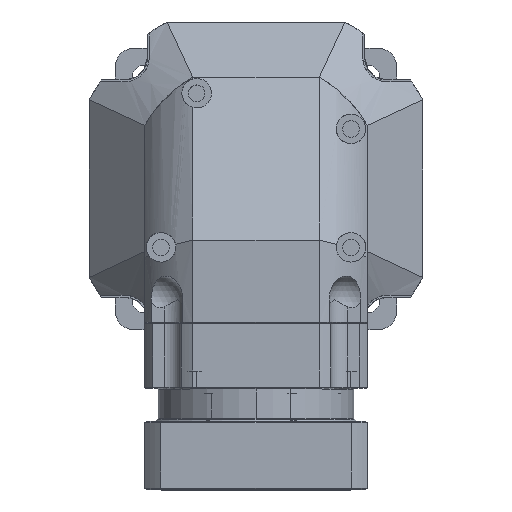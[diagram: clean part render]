
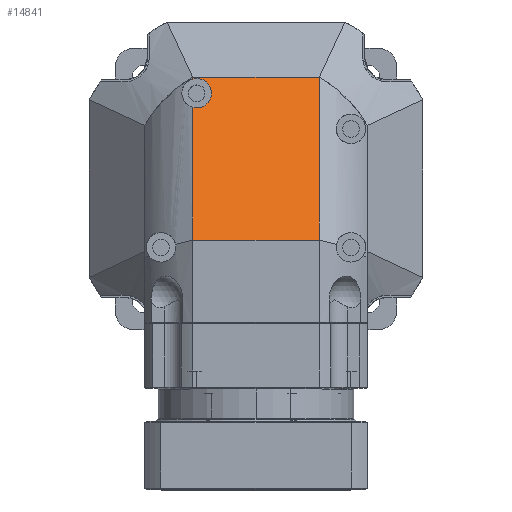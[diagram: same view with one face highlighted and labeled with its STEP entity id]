
A CAD part, top view. The second image highlights one B-rep face of the part: STEP entity #14841.
In plain terms, the highlighted face is planar.
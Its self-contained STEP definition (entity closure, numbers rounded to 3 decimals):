
#10700=CARTESIAN_POINT('',(7.,-30.,17.037));
#11102=DIRECTION('',(0.,0.,-1.));
#11103=VECTOR('',#11102,34.073);
#11104=CARTESIAN_POINT('',(7.,-30.,17.037));
#11105=LINE('',#11104,#11103);
#11106=CARTESIAN_POINT('',(-0.004,-21.653,
16.03));
#11107=CARTESIAN_POINT('',(-0.004,-21.653,
15.559));
#11108=CARTESIAN_POINT('',(0.14,-21.824,
14.54));
#11109=CARTESIAN_POINT('',(0.909,-22.741,
13.117));
#11110=CARTESIAN_POINT('',(1.902,-23.924,
12.354));
#11111=CARTESIAN_POINT('',(2.747,-24.931,
12.072));
#11112=CARTESIAN_POINT('',(3.353,-25.653,
12.009));
#11113=CARTESIAN_POINT('',(3.959,-26.376,
12.072));
#11114=CARTESIAN_POINT('',(4.804,-27.382,
12.354));
#11115=CARTESIAN_POINT('',(5.796,-28.566,
13.117));
#11116=CARTESIAN_POINT('',(6.566,-29.483,
14.54));
#11117=CARTESIAN_POINT('',(6.709,-29.653,
15.559));
#11118=CARTESIAN_POINT('',(6.709,-29.653,
16.03));
#11120=CARTESIAN_POINT('',(6.709,-29.653,
16.03));
#11121=CARTESIAN_POINT('',(6.709,-29.653,
16.375));
#11122=CARTESIAN_POINT('',(6.672,-29.61,
16.71));
#11123=CARTESIAN_POINT('',(6.601,-29.525,
17.037));
#11125=DIRECTION('',(0.643,-0.766,0.));
#11126=VECTOR('',#11125,0.62);
#11127=CARTESIAN_POINT('',(6.601,-29.525,
17.037));
#11128=LINE('',#11127,#11126);
#11129=DIRECTION('',(-0.643,0.766,0.));
#11130=VECTOR('',#11129,57.562);
#11131=CARTESIAN_POINT('',(7.,-30.,-17.037));
#11132=LINE('',#11131,#11130);
#11133=DIRECTION('',(0.643,-0.766,0.));
#11134=VECTOR('',#11133,46.834);
#11135=CARTESIAN_POINT('',(-30.,14.095,17.037));
#11136=LINE('',#11135,#11134);
#11137=CARTESIAN_POINT('',(0.104,-21.782,
17.037));
#11138=CARTESIAN_POINT('',(0.033,-21.697,
16.71));
#11139=CARTESIAN_POINT('',(-0.004,-21.653,
16.375));
#11140=CARTESIAN_POINT('',(-0.004,-21.653,
16.03));
#11178=CARTESIAN_POINT('',(0.104,-21.782,
17.037));
#11918=DIRECTION('',(0.,0.,1.));
#11919=VECTOR('',#11918,34.073);
#11920=CARTESIAN_POINT('',(-30.,14.095,-17.037));
#11921=LINE('',#11920,#11919);
#13290=VERTEX_POINT('',#11106);
#13291=VERTEX_POINT('',#11118);
#13292=VERTEX_POINT('',#11123);
#13329=VERTEX_POINT('',#10700);
#13334=CARTESIAN_POINT('',(7.,-30.,-17.037));
#13335=CARTESIAN_POINT('',(-30.,14.095,-17.037));
#13336=VERTEX_POINT('',#13334);
#13337=VERTEX_POINT('',#13335);
#13338=CARTESIAN_POINT('',(-30.,14.095,17.037));
#13339=VERTEX_POINT('',#13338);
#13406=VERTEX_POINT('',#11178);
#14819=CARTESIAN_POINT('',(7.,-30.,42.));
#14820=DIRECTION('',(0.766,0.643,0.));
#14821=DIRECTION('',(-0.643,0.766,0.));
#14822=AXIS2_PLACEMENT_3D('',#14819,#14820,#14821);
#14823=PLANE('',#14822);
#14825=ORIENTED_EDGE('',*,*,#14824,.T.);
#14827=ORIENTED_EDGE('',*,*,#14826,.T.);
#14829=ORIENTED_EDGE('',*,*,#14828,.T.);
#14830=ORIENTED_EDGE('',*,*,#14812,.T.);
#14832=ORIENTED_EDGE('',*,*,#14831,.T.);
#14834=ORIENTED_EDGE('',*,*,#14833,.T.);
#14836=ORIENTED_EDGE('',*,*,#14835,.T.);
#14838=ORIENTED_EDGE('',*,*,#14837,.T.);
#14839=EDGE_LOOP('',(#14825,#14827,#14829,#14830,#14832,#14834,#14836,#14838));
#14840=FACE_OUTER_BOUND('',#14839,.F.);
#14841=ADVANCED_FACE('',(#14840),#14823,.F.);
#11119=B_SPLINE_CURVE_WITH_KNOTS('',3,(#11106,#11107,#11108,#11109,#11110,
#11111,#11112,#11113,#11114,#11115,#11116,#11117,#11118),.UNSPECIFIED.,.F.,.F.,(
4,1,1,1,1,1,1,1,1,1,4),(0.,0.125,0.25,0.375,0.438,0.5,0.563,
0.625,0.75,0.875,1.),.UNSPECIFIED.);
#11124=B_SPLINE_CURVE_WITH_KNOTS('',3,(#11120,#11121,#11122,#11123),
.UNSPECIFIED.,.F.,.F.,(4,4),(0.,1.),.UNSPECIFIED.);
#11141=B_SPLINE_CURVE_WITH_KNOTS('',3,(#11137,#11138,#11139,#11140),
.UNSPECIFIED.,.F.,.F.,(4,4),(0.,1.),.UNSPECIFIED.);
#14812=EDGE_CURVE('',#13329,#13336,#11105,.T.);
#14824=EDGE_CURVE('',#13290,#13291,#11119,.T.);
#14826=EDGE_CURVE('',#13291,#13292,#11124,.T.);
#14828=EDGE_CURVE('',#13292,#13329,#11128,.T.);
#14831=EDGE_CURVE('',#13336,#13337,#11132,.T.);
#14833=EDGE_CURVE('',#13337,#13339,#11921,.T.);
#14835=EDGE_CURVE('',#13339,#13406,#11136,.T.);
#14837=EDGE_CURVE('',#13406,#13290,#11141,.T.);
